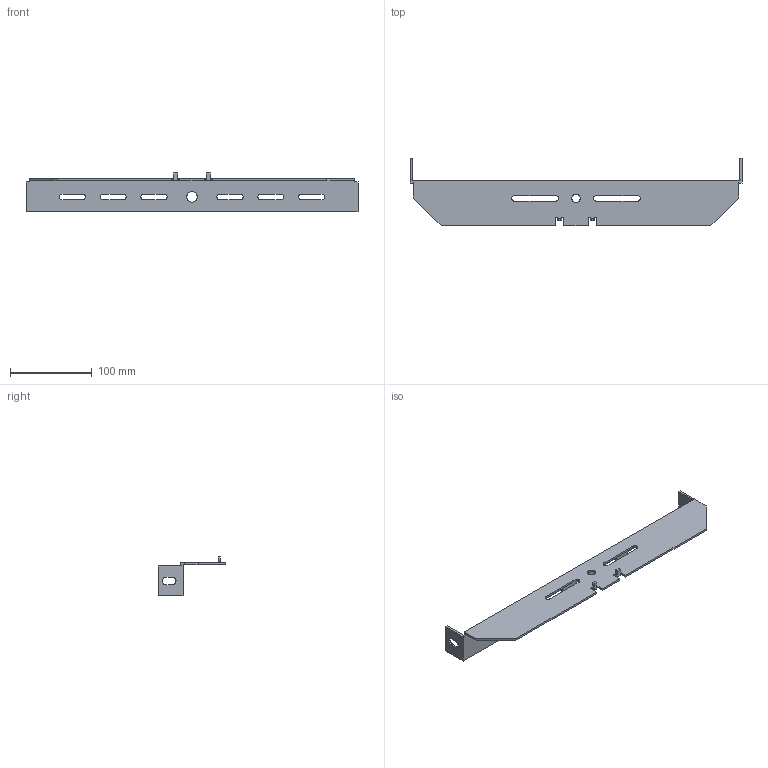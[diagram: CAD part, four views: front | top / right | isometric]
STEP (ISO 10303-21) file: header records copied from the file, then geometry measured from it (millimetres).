
FILE_DESCRIPTION (( 'STEP AP214' ), '1' );
FILE_NAME ('6358860.stp', '2017-03-27T13:48:15', ( '' ), ( '' ), 'SwSTEP 2.0', 'SolidWorks 2016', '' );
FILE_SCHEMA (( 'AUTOMOTIVE_DESIGN' ));
Length unit declared in the file: millimetre
Products named in the file (1): 6358860
Bounding box: 406 x 83 x 48.5 mm (x, y, z)
Volume: 88904.4 mm3; surface area: 76102.3 mm2
Topology: 1 solids, 1 shells, 102 faces, 304 edges, 204 vertices
Faces by surface type: plane 66, cylinder 32, bspline 4
Entity records: 3862 total; most frequent: CARTESIAN_POINT 1019, ORIENTED_EDGE 608, DIRECTION 546, EDGE_CURVE 304, VECTOR 220, LINE 220, VERTEX_POINT 204, AXIS2_PLACEMENT_3D 163
